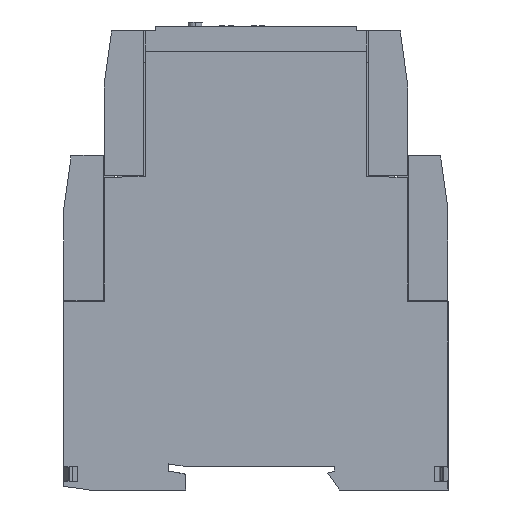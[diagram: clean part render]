
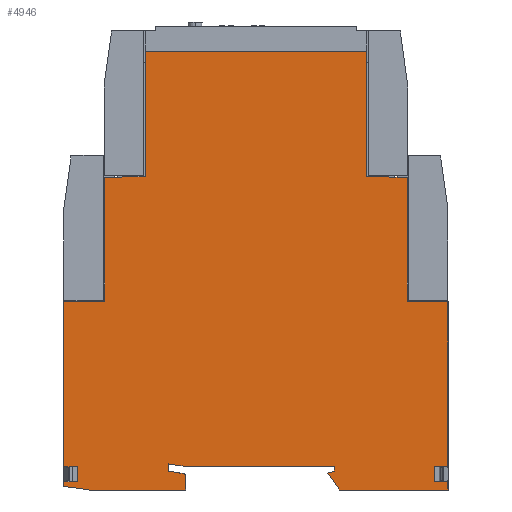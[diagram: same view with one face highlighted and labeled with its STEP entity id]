
A CAD part, left-side view. The second image highlights one B-rep face of the part: STEP entity #4946.
In plain terms, the highlighted planar face has unit normal (-1, 0, 0).
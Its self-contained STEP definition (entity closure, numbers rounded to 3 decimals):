
#4946=ADVANCED_FACE('',(#10119),#10120,.F.);
#10119=FACE_OUTER_BOUND('',#15341,.T.);
#10120=PLANE('',#15342);
#15341=EDGE_LOOP('',(#30749,#30750,#30751,#30752,#30753,#30754,#30755,#30756,#30757,#30758,#30759,#30760,#30761,#30762,#30763,#30764,#30765,#30766,#30767,#30768,#30769,#30770,#30771,#30772,#30773,#30774,#30775,#30776,#30777,#30778,#30779));
#15342=AXIS2_PLACEMENT_3D('',#30780,#30781,#30782);
#30749=ORIENTED_EDGE('',*,*,#37243,.F.);
#30750=ORIENTED_EDGE('',*,*,#37286,.F.);
#30751=ORIENTED_EDGE('',*,*,#37287,.F.);
#30752=ORIENTED_EDGE('',*,*,#37288,.F.);
#30753=ORIENTED_EDGE('',*,*,#37278,.F.);
#30754=ORIENTED_EDGE('',*,*,#37281,.F.);
#30755=ORIENTED_EDGE('',*,*,#37289,.F.);
#30756=ORIENTED_EDGE('',*,*,#37290,.T.);
#30757=ORIENTED_EDGE('',*,*,#37291,.T.);
#30758=ORIENTED_EDGE('',*,*,#37292,.T.);
#30759=ORIENTED_EDGE('',*,*,#37293,.F.);
#30760=ORIENTED_EDGE('',*,*,#32273,.F.);
#30761=ORIENTED_EDGE('',*,*,#37294,.F.);
#30762=ORIENTED_EDGE('',*,*,#37295,.F.);
#30763=ORIENTED_EDGE('',*,*,#37296,.F.);
#30764=ORIENTED_EDGE('',*,*,#37297,.F.);
#30765=ORIENTED_EDGE('',*,*,#37298,.F.);
#30766=ORIENTED_EDGE('',*,*,#37299,.F.);
#30767=ORIENTED_EDGE('',*,*,#37300,.F.);
#30768=ORIENTED_EDGE('',*,*,#36949,.F.);
#30769=ORIENTED_EDGE('',*,*,#37301,.F.);
#30770=ORIENTED_EDGE('',*,*,#37302,.T.);
#30771=ORIENTED_EDGE('',*,*,#37303,.T.);
#30772=ORIENTED_EDGE('',*,*,#37304,.T.);
#30773=ORIENTED_EDGE('',*,*,#37305,.F.);
#30774=ORIENTED_EDGE('',*,*,#37306,.F.);
#30775=ORIENTED_EDGE('',*,*,#37307,.F.);
#30776=ORIENTED_EDGE('',*,*,#37308,.F.);
#30777=ORIENTED_EDGE('',*,*,#37309,.F.);
#30778=ORIENTED_EDGE('',*,*,#37310,.F.);
#30779=ORIENTED_EDGE('',*,*,#37311,.F.);
#30780=CARTESIAN_POINT('',(0.0,43.075,43.271));
#30781=DIRECTION('',(1.0,0.0,0.0));
#30782=DIRECTION('',(0.0,0.0,-1.0));
#32273=EDGE_CURVE('',#39091,#39093,#39094,.T.);
#36949=EDGE_CURVE('',#45905,#45907,#45908,.T.);
#37243=EDGE_CURVE('',#46336,#46338,#46339,.T.);
#37278=EDGE_CURVE('',#46387,#46383,#46389,.T.);
#37281=EDGE_CURVE('',#46391,#46387,#46393,.T.);
#37286=EDGE_CURVE('',#46398,#46336,#46399,.T.);
#37287=EDGE_CURVE('',#46400,#46398,#46401,.T.);
#37288=EDGE_CURVE('',#46383,#46400,#46402,.T.);
#37289=EDGE_CURVE('',#46403,#46391,#46404,.T.);
#37290=EDGE_CURVE('',#46403,#46405,#46406,.T.);
#37291=EDGE_CURVE('',#46405,#46407,#46408,.T.);
#37292=EDGE_CURVE('',#46407,#46409,#46410,.T.);
#37293=EDGE_CURVE('',#39093,#46409,#46411,.T.);
#37294=EDGE_CURVE('',#46412,#39091,#46413,.T.);
#37295=EDGE_CURVE('',#46414,#46412,#46415,.T.);
#37296=EDGE_CURVE('',#46416,#46414,#46417,.T.);
#37297=EDGE_CURVE('',#46418,#46416,#46419,.T.);
#37298=EDGE_CURVE('',#46420,#46418,#46421,.T.);
#37299=EDGE_CURVE('',#46422,#46420,#46423,.T.);
#37300=EDGE_CURVE('',#45907,#46422,#46424,.T.);
#37301=EDGE_CURVE('',#46425,#45905,#46426,.T.);
#37302=EDGE_CURVE('',#46425,#46427,#46428,.T.);
#37303=EDGE_CURVE('',#46427,#46429,#46430,.T.);
#37304=EDGE_CURVE('',#46429,#46431,#46432,.T.);
#37305=EDGE_CURVE('',#46433,#46431,#46434,.T.);
#37306=EDGE_CURVE('',#46435,#46433,#46436,.T.);
#37307=EDGE_CURVE('',#46437,#46435,#46438,.T.);
#37308=EDGE_CURVE('',#46439,#46437,#46440,.T.);
#37309=EDGE_CURVE('',#46441,#46439,#46442,.T.);
#37310=EDGE_CURVE('',#46443,#46441,#46444,.T.);
#37311=EDGE_CURVE('',#46338,#46443,#46445,.T.);
#39091=VERTEX_POINT('',#48923);
#39093=VERTEX_POINT('',#48926);
#39094=LINE('',#48927,#48928);
#45905=VERTEX_POINT('',#59752);
#45907=VERTEX_POINT('',#59755);
#45908=LINE('',#59756,#59757);
#46336=VERTEX_POINT('',#60388);
#46338=VERTEX_POINT('',#60391);
#46339=LINE('',#60392,#60393);
#46383=VERTEX_POINT('',#60460);
#46387=VERTEX_POINT('',#60466);
#46389=LINE('',#60469,#60470);
#46391=VERTEX_POINT('',#60472);
#46393=LINE('',#60475,#60476);
#46398=VERTEX_POINT('',#60481);
#46399=LINE('',#60482,#60483);
#46400=VERTEX_POINT('',#60484);
#46401=LINE('',#60485,#60486);
#46402=LINE('',#60487,#60488);
#46403=VERTEX_POINT('',#60489);
#46404=LINE('',#60490,#60491);
#46405=VERTEX_POINT('',#60492);
#46406=LINE('',#60493,#60494);
#46407=VERTEX_POINT('',#60495);
#46408=LINE('',#60496,#60497);
#46409=VERTEX_POINT('',#60498);
#46410=LINE('',#60499,#60500);
#46411=LINE('',#60501,#60502);
#46412=VERTEX_POINT('',#60503);
#46413=LINE('',#60504,#60505);
#46414=VERTEX_POINT('',#60506);
#46415=LINE('',#60507,#60508);
#46416=VERTEX_POINT('',#60509);
#46417=LINE('',#60510,#60511);
#46418=VERTEX_POINT('',#60512);
#46419=LINE('',#60513,#60514);
#46420=VERTEX_POINT('',#60515);
#46421=LINE('',#60516,#60517);
#46422=VERTEX_POINT('',#60518);
#46423=LINE('',#60519,#60520);
#46424=LINE('',#60521,#60522);
#46425=VERTEX_POINT('',#60523);
#46426=LINE('',#60524,#60525);
#46427=VERTEX_POINT('',#60526);
#46428=LINE('',#60527,#60528);
#46429=VERTEX_POINT('',#60529);
#46430=LINE('',#60530,#60531);
#46431=VERTEX_POINT('',#60532);
#46432=LINE('',#60533,#60534);
#46433=VERTEX_POINT('',#60535);
#46434=LINE('',#60536,#60537);
#46435=VERTEX_POINT('',#60538);
#46436=LINE('',#60539,#60540);
#46437=VERTEX_POINT('',#60541);
#46438=LINE('',#60542,#60543);
#46439=VERTEX_POINT('',#60544);
#46440=LINE('',#60545,#60546);
#46441=VERTEX_POINT('',#60547);
#46442=CIRCLE('',#60548,45.43);
#46443=VERTEX_POINT('',#60549);
#46444=LINE('',#60550,#60551);
#46445=LINE('',#60552,#60553);
#48923=CARTESIAN_POINT('',(0.0,9.15,42.095));
#48926=CARTESIAN_POINT('',(0.0,0.05,41.936));
#48927=CARTESIAN_POINT('',(0.0,9.15,42.095));
#48928=VECTOR('',#62055,1.0);
#59752=CARTESIAN_POINT('',(0.0,85.65,41.936));
#59755=CARTESIAN_POINT('',(0.0,76.55,42.095));
#59756=CARTESIAN_POINT('',(0.0,85.65,41.936));
#59757=VECTOR('',#65892,1.0);
#60388=CARTESIAN_POINT('',(0.0,25.35,5.295));
#60391=CARTESIAN_POINT('',(0.0,58.85,5.295));
#60392=CARTESIAN_POINT('',(0.0,25.35,5.295));
#60393=VECTOR('',#66118,1.0);
#60460=CARTESIAN_POINT('',(0.,26.783,3.706));
#60466=CARTESIAN_POINT('',(0.0,24.188,0.0));
#60469=CARTESIAN_POINT('',(0.0,24.188,0.0));
#60470=VECTOR('',#66145,1.0);
#60472=CARTESIAN_POINT('',(0.0,0.05,0.0));
#60475=CARTESIAN_POINT('',(0.0,0.05,0.0));
#60476=VECTOR('',#66147,1.0);
#60481=CARTESIAN_POINT('',(0.0,25.35,4.195));
#60482=CARTESIAN_POINT('',(0.0,25.35,4.195));
#60483=VECTOR('',#66148,1.0);
#60484=CARTESIAN_POINT('',(0.0,26.741,3.822));
#60485=CARTESIAN_POINT('',(0.0,26.741,3.822));
#60486=VECTOR('',#66149,1.0);
#60487=CARTESIAN_POINT('',(0.0,26.783,3.706));
#60488=VECTOR('',#66150,1.0);
#60489=CARTESIAN_POINT('',(0.0,0.05,1.86));
#60490=CARTESIAN_POINT('',(0.0,0.05,41.936));
#60491=VECTOR('',#66151,1.0);
#60492=CARTESIAN_POINT('',(0.0,3.06,1.86));
#60493=CARTESIAN_POINT('',(0.0,22.315,1.86));
#60494=VECTOR('',#66152,1.0);
#60495=CARTESIAN_POINT('',(0.0,3.06,5.23));
#60496=CARTESIAN_POINT('',(0.0,3.06,23.408));
#60497=VECTOR('',#66153,1.0);
#60498=CARTESIAN_POINT('',(0.0,0.05,5.23));
#60499=CARTESIAN_POINT('',(0.0,22.315,5.23));
#60500=VECTOR('',#66154,1.0);
#60501=CARTESIAN_POINT('',(0.0,0.05,41.936));
#60502=VECTOR('',#66155,1.0);
#60503=CARTESIAN_POINT('',(0.0,9.15,69.688));
#60504=CARTESIAN_POINT('',(0.0,9.15,69.688));
#60505=VECTOR('',#66156,1.0);
#60506=CARTESIAN_POINT('',(0.0,18.15,69.845));
#60507=CARTESIAN_POINT('',(0.0,18.15,69.845));
#60508=VECTOR('',#66157,1.0);
#60509=CARTESIAN_POINT('',(0.0,18.15,97.781));
#60510=CARTESIAN_POINT('',(0.0,18.15,97.781));
#60511=VECTOR('',#66158,1.0);
#60512=CARTESIAN_POINT('',(0.0,67.55,97.781));
#60513=CARTESIAN_POINT('',(0.0,67.55,97.781));
#60514=VECTOR('',#66159,1.0);
#60515=CARTESIAN_POINT('',(0.0,67.55,69.845));
#60516=CARTESIAN_POINT('',(0.0,67.55,69.845));
#60517=VECTOR('',#66160,1.0);
#60518=CARTESIAN_POINT('',(0.0,76.55,69.688));
#60519=CARTESIAN_POINT('',(0.0,76.55,69.688));
#60520=VECTOR('',#66161,1.0);
#60521=CARTESIAN_POINT('',(0.0,76.55,42.095));
#60522=VECTOR('',#66162,1.0);
#60523=CARTESIAN_POINT('',(0.0,85.65,5.23));
#60524=CARTESIAN_POINT('',(0.0,85.65,0.8));
#60525=VECTOR('',#66163,1.0);
#60526=CARTESIAN_POINT('',(0.0,82.64,5.23));
#60527=CARTESIAN_POINT('',(0.0,63.61,5.23));
#60528=VECTOR('',#66164,1.0);
#60529=CARTESIAN_POINT('',(0.0,82.64,1.86));
#60530=CARTESIAN_POINT('',(0.0,82.64,23.408));
#60531=VECTOR('',#66165,1.0);
#60532=CARTESIAN_POINT('',(0.0,85.65,1.86));
#60533=CARTESIAN_POINT('',(0.0,63.61,1.86));
#60534=VECTOR('',#66166,1.0);
#60535=CARTESIAN_POINT('',(0.0,85.65,0.8));
#60536=CARTESIAN_POINT('',(0.0,85.65,0.8));
#60537=VECTOR('',#66167,1.0);
#60538=CARTESIAN_POINT('',(0.0,79.957,0.0));
#60539=CARTESIAN_POINT('',(0.0,79.957,0.0));
#60540=VECTOR('',#66168,1.0);
#60541=CARTESIAN_POINT('',(0.0,58.555,0.0));
#60542=CARTESIAN_POINT('',(0.0,58.555,0.0));
#60543=VECTOR('',#66169,1.0);
#60544=CARTESIAN_POINT('',(0.0,58.555,3.496));
#60545=CARTESIAN_POINT('',(0.0,58.555,3.496));
#60546=VECTOR('',#66170,1.0);
#60547=CARTESIAN_POINT('',(0.0,62.35,4.195));
#60548=AXIS2_PLACEMENT_3D('',#66171,#66172,#66173);
#60549=CARTESIAN_POINT('',(0.0,62.35,5.795));
#60550=CARTESIAN_POINT('',(0.0,62.35,5.795));
#60551=VECTOR('',#66174,1.0);
#60552=CARTESIAN_POINT('',(0.0,58.85,5.295));
#60553=VECTOR('',#66175,1.0);
#62055=DIRECTION('',(0.0,-1.,-0.017));
#65892=DIRECTION('',(0.0,-1.,0.017));
#66118=DIRECTION('',(0.0,1.0,0.0));
#66145=DIRECTION('',(0.0,0.574,0.819));
#66147=DIRECTION('',(0.0,1.0,0.0));
#66148=DIRECTION('',(0.0,0.0,1.0));
#66149=DIRECTION('',(0.0,-0.966,0.259));
#66150=DIRECTION('',(0.0,-0.342,0.94));
#66151=DIRECTION('',(0.0,0.0,-1.0));
#66152=DIRECTION('',(0.0,1.0,0.0));
#66153=DIRECTION('',(0.0,0.0,1.0));
#66154=DIRECTION('',(0.0,-1.0,0.0));
#66155=DIRECTION('',(0.0,0.0,-1.0));
#66156=DIRECTION('',(0.0,0.0,-1.0));
#66157=DIRECTION('',(0.0,-1.,-0.017));
#66158=DIRECTION('',(0.0,0.0,-1.0));
#66159=DIRECTION('',(0.0,-1.0,0.0));
#66160=DIRECTION('',(0.0,0.0,1.0));
#66161=DIRECTION('',(0.0,-1.,0.017));
#66162=DIRECTION('',(0.0,0.0,1.0));
#66163=DIRECTION('',(0.0,0.0,1.0));
#66164=DIRECTION('',(0.0,-1.0,0.0));
#66165=DIRECTION('',(0.0,0.0,-1.0));
#66166=DIRECTION('',(0.0,1.0,0.0));
#66167=DIRECTION('',(0.0,0.0,1.0));
#66168=DIRECTION('',(0.0,0.99,0.139));
#66169=DIRECTION('',(0.0,1.0,0.0));
#66170=DIRECTION('',(0.0,0.,-1.));
#66171=CARTESIAN_POINT('',(0.0,68.673,-40.793));
#66172=DIRECTION('',(1.0,0.0,0.0));
#66173=DIRECTION('',(0.0,-0.139,0.99));
#66174=DIRECTION('',(0.0,0.0,-1.0));
#66175=DIRECTION('',(0.0,0.99,0.141));
